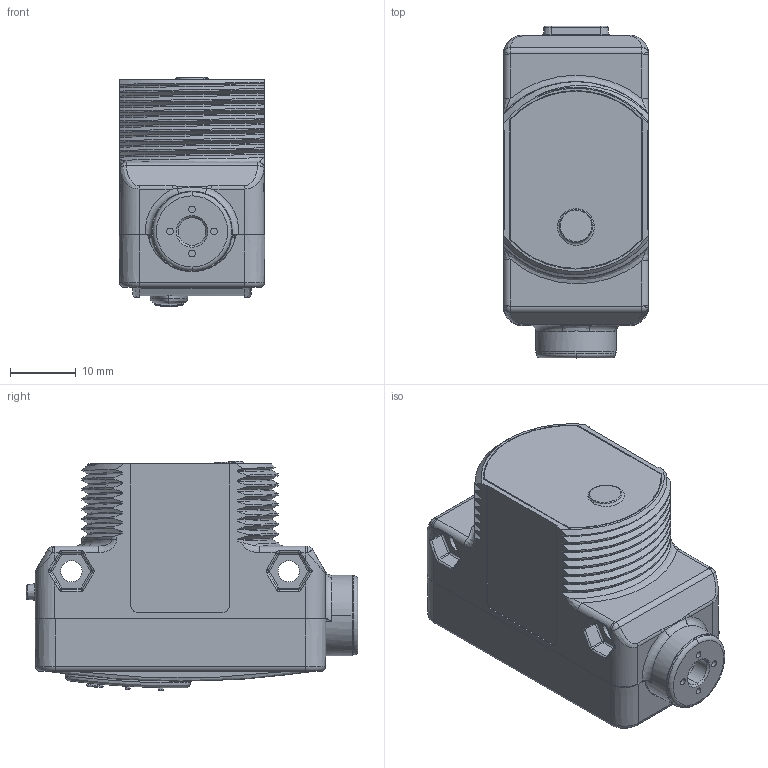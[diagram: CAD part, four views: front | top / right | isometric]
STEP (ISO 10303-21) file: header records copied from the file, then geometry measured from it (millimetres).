
FILE_DESCRIPTION((''),'2;1');
FILE_NAME('140582_SW','2008-06-02T',('banengservice'),('BANNER ENGINEERING'),'PRO/ENGINEER BY PARAMETRIC TECHNOLOGY CORPORATION, 2006170','PRO/ENGINEER BY PARAMETRIC TECHNOLOGY CORPORATION, 2006170','');
FILE_SCHEMA(('CONFIG_CONTROL_DESIGN'));
Products named in the file (1): 140582_SW
Bounding box: 22.14 x 50.38 x 34.91 mm (x, y, z)
Volume: 12647.4 mm3; surface area: 15089.7 mm2
Topology: 1 solids, 1 shells, 1195 faces, 2911 edges, 1754 vertices
Faces by surface type: cylinder 369, bspline 334, plane 260, cone 89, torus 87, sphere 46, extrusion 10
Entity records: 57090 total; most frequent: CARTESIAN_POINT 31654, ORIENTED_EDGE 5818, DIRECTION 4580, EDGE_CURVE 2909, AXIS2_PLACEMENT_3D 1790, VERTEX_POINT 1754, EDGE_LOOP 1247, FACE_OUTER_BOUND 1195
